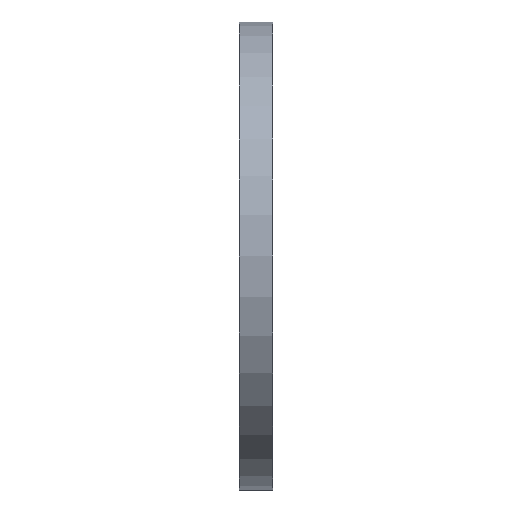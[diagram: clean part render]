
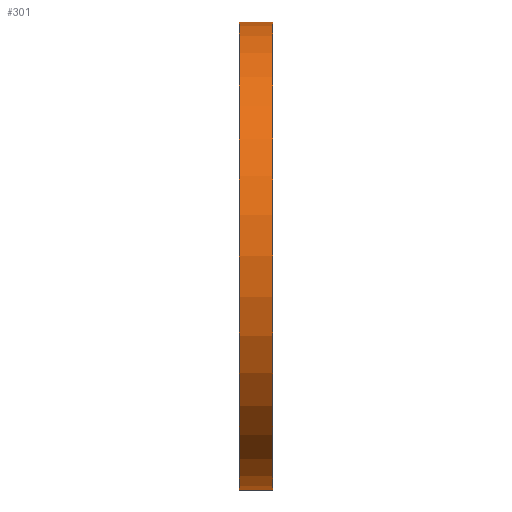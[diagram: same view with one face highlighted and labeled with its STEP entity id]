
A CAD part, front view. The second image highlights one B-rep face of the part: STEP entity #301.
In plain terms, the highlighted cylindrical face has radius 209.5 mm (diameter 419 mm), a partial arc.
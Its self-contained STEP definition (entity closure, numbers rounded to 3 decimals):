
#225 = EDGE_CURVE( '', #399, #327, #589, .T. );
#269 = EDGE_CURVE( '', #327, #271, #638, .T. );
#271 = VERTEX_POINT( '', #640 );
#301 = ADVANCED_FACE( '', ( #686 ), #687, .T. );
#327 = VERTEX_POINT( '', #715 );
#375 = EDGE_CURVE( '', #415, #399, #766, .T. );
#399 = VERTEX_POINT( '', #791 );
#415 = VERTEX_POINT( '', #808 );
#487 = EDGE_CURVE( '', #271, #415, #884, .T. );
#589 = LINE( '', #1002, #1003 );
#638 = CIRCLE( '', #1065, 209.5 );
#640 = CARTESIAN_POINT( '', ( 30., 0., 209.5 ) );
#686 = FACE_OUTER_BOUND( '', #1120, .T. );
#687 = CYLINDRICAL_SURFACE( '', #1121, 209.5 );
#715 = CARTESIAN_POINT( '', ( 30., 0., -209.5 ) );
#766 = CIRCLE( '', #1228, 209.5 );
#791 = CARTESIAN_POINT( '', ( 0., 0., -209.5 ) );
#808 = CARTESIAN_POINT( '', ( 0., 0., 209.5 ) );
#884 = LINE( '', #1385, #1386 );
#1002 = CARTESIAN_POINT( '', ( 0., 0., -209.5 ) );
#1003 = VECTOR( '', #1528, 1. );
#1065 = AXIS2_PLACEMENT_3D( '', #1590, #1591, #1592 );
#1120 = EDGE_LOOP( '', ( #1658, #1659, #1660, #1661 ) );
#1121 = AXIS2_PLACEMENT_3D( '', #1662, #1663, #1664 );
#1228 = AXIS2_PLACEMENT_3D( '', #1751, #1752, #1753 );
#1385 = CARTESIAN_POINT( '', ( 0., 0., 209.5 ) );
#1386 = VECTOR( '', #1876, 1. );
#1528 = DIRECTION( '', ( 1., 0., 0. ) );
#1590 = CARTESIAN_POINT( '', ( 30., 0., 0. ) );
#1591 = DIRECTION( '', ( -1., 0., 0. ) );
#1592 = DIRECTION( '', ( 0., 0., -1. ) );
#1658 = ORIENTED_EDGE( '', *, *, #225, .T. );
#1659 = ORIENTED_EDGE( '', *, *, #269, .T. );
#1660 = ORIENTED_EDGE( '', *, *, #487, .T. );
#1661 = ORIENTED_EDGE( '', *, *, #375, .T. );
#1662 = CARTESIAN_POINT( '', ( 0., 0., 0. ) );
#1663 = DIRECTION( '', ( -1., 0., 0. ) );
#1664 = DIRECTION( '', ( 0., 0., -1. ) );
#1751 = CARTESIAN_POINT( '', ( 0., 0., 0. ) );
#1752 = DIRECTION( '', ( 1., 0., 0. ) );
#1753 = DIRECTION( '', ( 0., 0., -1. ) );
#1876 = DIRECTION( '', ( -1., 0., 0. ) );
